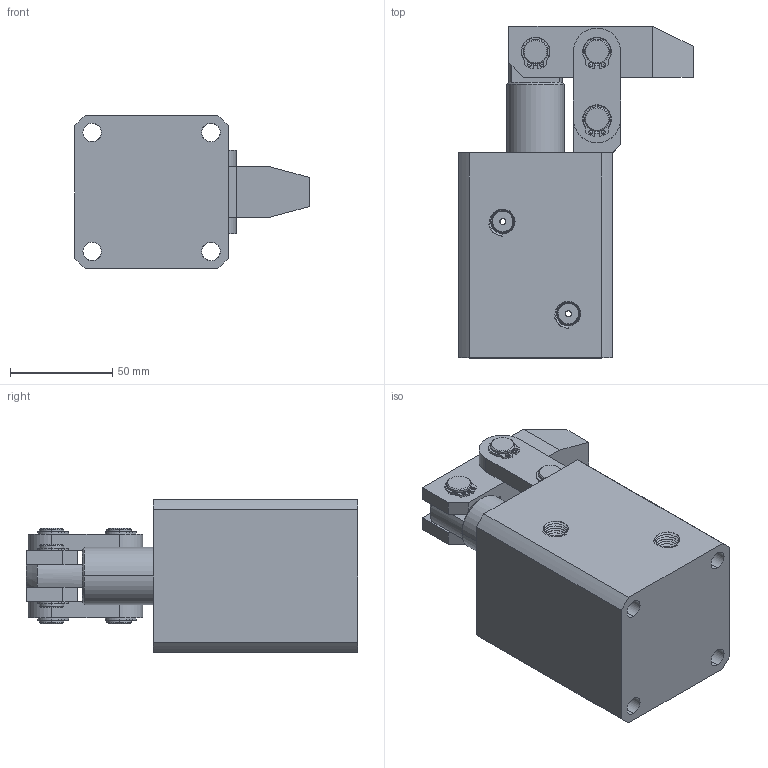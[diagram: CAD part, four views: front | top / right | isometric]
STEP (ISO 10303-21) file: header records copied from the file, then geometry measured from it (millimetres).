
FILE_DESCRIPTION (( 'STEP AP214' ), '1' );
FILE_NAME ('CHLC-50.STEP', '2019-04-16T00:53:06', ( '' ), ( '' ), 'SwSTEP 2.0', 'SolidWorks 2016', '' );
FILE_SCHEMA (( 'AUTOMOTIVE_DESIGN' ));
Length unit declared in the file: millimetre
Products named in the file (8): CHLC-50-06; CHLC-50-04; CHLC-50-02; CHLC-50-03; CHLC-50-01; CHLC-50-09; CHLC-50-05; CHLC-50
Assembly tree (14 placements, depth 2):
  CHLC-50
    CHLC-50-05
    CHLC-50-09
    CHLC-50-01
    CHLC-50-03  x2
    CHLC-50-02
    CHLC-50-04  x2
    CHLC-50-06  x6
Bounding box: 114.51 x 162 x 75 mm (x, y, z)
Volume: 562182.9 mm3; surface area: 110294.3 mm2
Topology: 14 solids, 14 shells, 472 faces, 1207 edges, 782 vertices
Faces by surface type: cylinder 199, cone 127, plane 118, bspline 28
Entity records: 41062 total; most frequent: CARTESIAN_POINT 30398, ORIENTED_EDGE 1598, DIRECTION 1281, EDGE_CURVE 799, VERTEX_POINT 514, AXIS2_PLACEMENT_3D 491, EDGE_LOOP 363, ADVANCED_FACE 314
